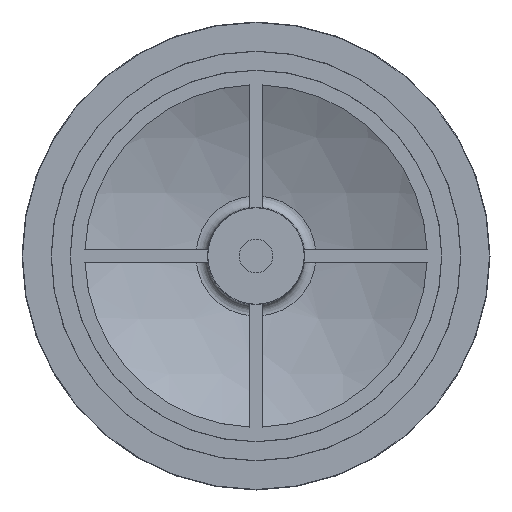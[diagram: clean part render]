
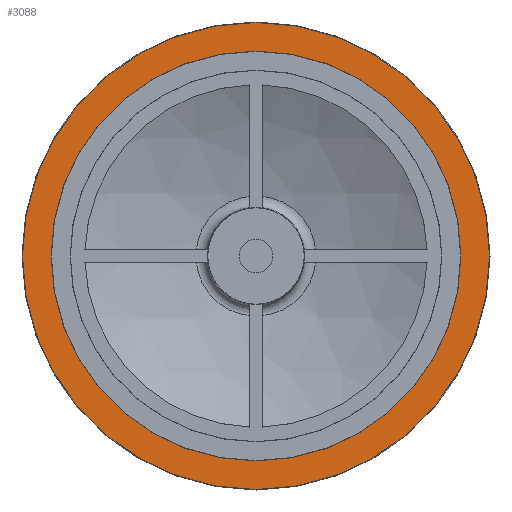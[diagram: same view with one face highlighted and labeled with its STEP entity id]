
A CAD part, front view. The second image highlights one B-rep face of the part: STEP entity #3088.
In plain terms, the highlighted planar face has unit normal (0, -1, 0).
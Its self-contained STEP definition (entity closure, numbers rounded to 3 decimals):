
#164 = AXIS2_PLACEMENT_3D ( 'NONE', #2587, #714, #2891 ) ;
#251 = AXIS2_PLACEMENT_3D ( 'NONE', #606, #1224, #3402 ) ;
#270 = CARTESIAN_POINT ( 'NONE',  ( 0., 0., -48.444 ) ) ;
#313 = AXIS2_PLACEMENT_3D ( 'NONE', #1602, #3457, #3153 ) ;
#368 = EDGE_CURVE ( 'NONE', #3178, #787, #1503, .T. ) ;
#606 = CARTESIAN_POINT ( 'NONE',  ( 48.75, 0., 0. ) ) ;
#639 = ORIENTED_EDGE ( 'NONE', *, *, #1548, .F. ) ;
#706 = EDGE_CURVE ( 'NONE', #1058, #1376, #727, .T. ) ;
#714 = DIRECTION ( 'NONE',  ( 0., -1., 0. ) ) ;
#727 = CIRCLE ( 'NONE', #164, 48.444 ) ;
#787 = VERTEX_POINT ( 'NONE', #2125 ) ;
#847 = ORIENTED_EDGE ( 'NONE', *, *, #706, .T. ) ;
#967 = FACE_OUTER_BOUND ( 'NONE', #2096, .T. ) ;
#969 = CARTESIAN_POINT ( 'NONE',  ( 0., 0., 48.444 ) ) ;
#975 = CARTESIAN_POINT ( 'NONE',  ( 0., 0., 42.5 ) ) ;
#1058 = VERTEX_POINT ( 'NONE', #969 ) ;
#1125 = CIRCLE ( 'NONE', #2868, 42.5 ) ;
#1224 = DIRECTION ( 'NONE',  ( 0., -1., 0. ) ) ;
#1376 = VERTEX_POINT ( 'NONE', #270 ) ;
#1503 = CIRCLE ( 'NONE', #313, 42.5 ) ;
#1548 = EDGE_CURVE ( 'NONE', #787, #3178, #1125, .T. ) ;
#1602 = CARTESIAN_POINT ( 'NONE',  ( 0., 0., 0. ) ) ;
#1697 = DIRECTION ( 'NONE',  ( 0., -1., 0. ) ) ;
#1747 = EDGE_CURVE ( 'NONE', #1376, #1058, #3741, .T. ) ;
#1748 = DIRECTION ( 'NONE',  ( 0., -1., 0. ) ) ;
#1992 = ORIENTED_EDGE ( 'NONE', *, *, #1747, .T. ) ;
#2096 = EDGE_LOOP ( 'NONE', ( #1992, #847 ) ) ;
#2125 = CARTESIAN_POINT ( 'NONE',  ( 0., 0., -42.5 ) ) ;
#2195 = ORIENTED_EDGE ( 'NONE', *, *, #368, .F. ) ;
#2587 = CARTESIAN_POINT ( 'NONE',  ( 0., 0., 0. ) ) ;
#2636 = EDGE_LOOP ( 'NONE', ( #639, #2195 ) ) ;
#2868 = AXIS2_PLACEMENT_3D ( 'NONE', #3546, #1697, #3848 ) ;
#2891 = DIRECTION ( 'NONE',  ( 0., 0., -1. ) ) ;
#2986 = AXIS2_PLACEMENT_3D ( 'NONE', #3591, #1748, #3902 ) ;
#3088 = ADVANCED_FACE ( 'NONE', ( #967, #3342 ), #3971, .T. ) ;
#3153 = DIRECTION ( 'NONE',  ( 0., 0., -1. ) ) ;
#3178 = VERTEX_POINT ( 'NONE', #975 ) ;
#3342 = FACE_BOUND ( 'NONE', #2636, .T. ) ;
#3402 = DIRECTION ( 'NONE',  ( 0., 0., -1. ) ) ;
#3457 = DIRECTION ( 'NONE',  ( 0., -1., 0. ) ) ;
#3546 = CARTESIAN_POINT ( 'NONE',  ( 0., 0., 0. ) ) ;
#3591 = CARTESIAN_POINT ( 'NONE',  ( 0., 0., 0. ) ) ;
#3741 = CIRCLE ( 'NONE', #2986, 48.444 ) ;
#3848 = DIRECTION ( 'NONE',  ( 0., 0., -1. ) ) ;
#3902 = DIRECTION ( 'NONE',  ( 0., 0., -1. ) ) ;
#3971 = PLANE ( 'NONE',  #251 ) ;
